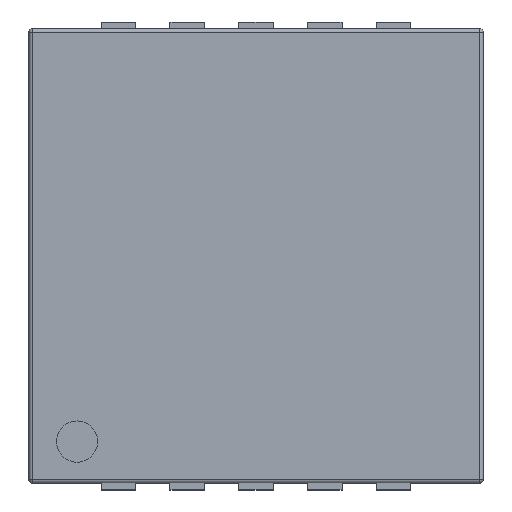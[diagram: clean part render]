
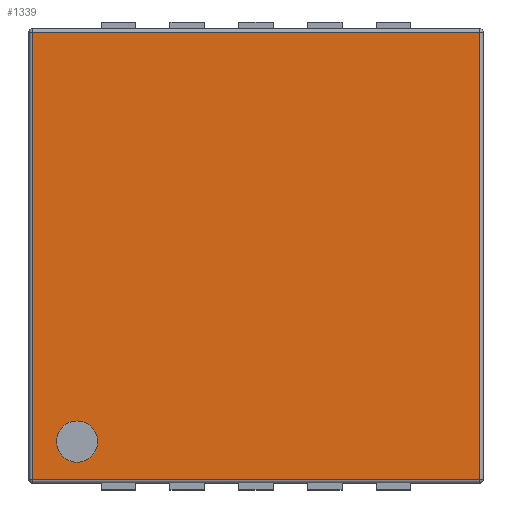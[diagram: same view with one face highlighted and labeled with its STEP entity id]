
A CAD part, top view. The second image highlights one B-rep face of the part: STEP entity #1339.
In plain terms, the highlighted planar face has unit normal (0, 0, 1).
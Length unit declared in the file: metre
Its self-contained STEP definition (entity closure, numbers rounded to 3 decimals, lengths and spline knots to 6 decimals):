
#33=CIRCLE('',#1586,0.00015);
#361=ORIENTED_EDGE('',*,*,#572,.T.);
#362=ORIENTED_EDGE('',*,*,#573,.T.);
#363=ORIENTED_EDGE('',*,*,#574,.T.);
#364=ORIENTED_EDGE('',*,*,#575,.T.);
#365=ORIENTED_EDGE('',*,*,#576,.T.);
#572=EDGE_CURVE('',#700,#700,#33,.F.);
#573=EDGE_CURVE('',#701,#702,#857,.F.);
#574=EDGE_CURVE('',#702,#703,#858,.F.);
#575=EDGE_CURVE('',#703,#704,#859,.T.);
#576=EDGE_CURVE('',#704,#701,#860,.T.);
#700=VERTEX_POINT('',#2350);
#701=VERTEX_POINT('',#2352);
#702=VERTEX_POINT('',#2353);
#703=VERTEX_POINT('',#2355);
#704=VERTEX_POINT('',#2357);
#857=LINE('',#2351,#1012);
#858=LINE('',#2354,#1013);
#859=LINE('',#2356,#1014);
#860=LINE('',#2358,#1015);
#1012=VECTOR('',#1940,1.);
#1013=VECTOR('',#1941,1.);
#1014=VECTOR('',#1942,1.);
#1015=VECTOR('',#1943,1.);
#1087=EDGE_LOOP('',(#361));
#1088=EDGE_LOOP('',(#362,#363,#364,#365));
#1176=FACE_BOUND('',#1087,.T.);
#1177=FACE_BOUND('',#1088,.T.);
#1265=PLANE('',#1585);
#1339=ADVANCED_FACE('',(#1176,#1177),#1265,.T.);
#1585=AXIS2_PLACEMENT_3D('',#2348,#1936,#1937);
#1586=AXIS2_PLACEMENT_3D('',#2349,#1938,#1939);
#1936=DIRECTION('',(0.,0.,1.));
#1937=DIRECTION('',(1.,0.,0.));
#1938=DIRECTION('',(0.,0.,1.));
#1939=DIRECTION('',(1.,0.,0.));
#1940=DIRECTION('',(0.,-1.,0.));
#1941=DIRECTION('',(1.,0.,0.));
#1942=DIRECTION('',(0.,-1.,0.));
#1943=DIRECTION('',(1.,0.,0.));
#2348=CARTESIAN_POINT('',(0.,0.,0.001));
#2349=CARTESIAN_POINT('',(-0.0013,-0.00135,0.001));
#2350=CARTESIAN_POINT('',(-0.00115,-0.00135,0.001));
#2351=CARTESIAN_POINT('',(0.001625,0.,0.001));
#2352=CARTESIAN_POINT('',(0.001625,-0.001625,0.001));
#2353=CARTESIAN_POINT('',(0.001625,0.001625,0.001));
#2354=CARTESIAN_POINT('',(0.,0.001625,0.001));
#2355=CARTESIAN_POINT('',(-0.001625,0.001625,0.001));
#2356=CARTESIAN_POINT('',(-0.001625,-0.00165,0.001));
#2357=CARTESIAN_POINT('',(-0.001625,-0.001625,0.001));
#2358=CARTESIAN_POINT('',(0.00165,-0.001625,0.001));
